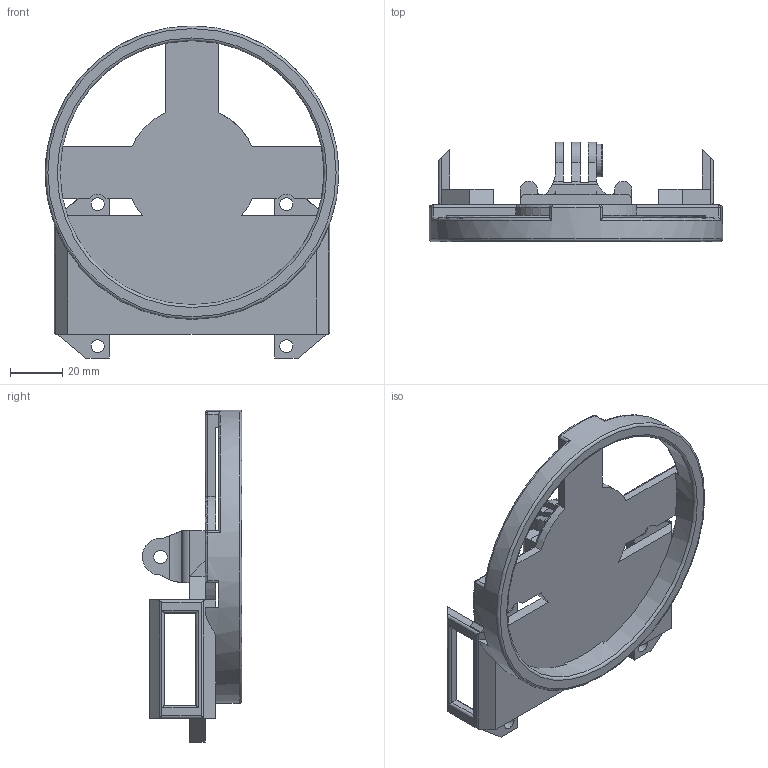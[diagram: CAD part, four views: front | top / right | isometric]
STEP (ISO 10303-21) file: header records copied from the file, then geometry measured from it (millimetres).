
FILE_DESCRIPTION(/* description */ (''),/* implementation_level */ '2;1');
FILE_NAME(/* name */ 'GoProHat v23.step',/* time_stamp */ '2023-03-31T12:55:27-04:00',/* author */ (''),/* organization */ (''),/* preprocessor_version */ 'ST-DEVELOPER v19.2',/* originating_system */ 'Autodesk Translation Framework v11.17.0.187',/* authorisation */ '');
FILE_SCHEMA (('AUTOMOTIVE_DESIGN { 1 0 10303 214 3 1 1 }'));
Length unit declared in the file: millimetre
Products named in the file (2): GoProHat; Ziptie GoPro Mount
Assembly tree (1 placements, depth 2):
  GoProHat
    Ziptie GoPro Mount
Bounding box: 112 x 38 x 126.71 mm (x, y, z)
Volume: 64588.3 mm3; surface area: 38180.7 mm2
Topology: 5 solids, 5 shells, 204 faces, 564 edges, 357 vertices
Faces by surface type: plane 119, cylinder 69, torus 12, sphere 4
Full cylindrical faces by diameter (mm): 5 x4, 5.2 x3, 12.536 x1, 100.85 x1, 112 x1
Entity records: 7299 total; most frequent: CARTESIAN_POINT 1895, ORIENTED_EDGE 1128, DIRECTION 1119, EDGE_CURVE 564, AXIS2_PLACEMENT_3D 375, LINE 369, VECTOR 369, VERTEX_POINT 357
